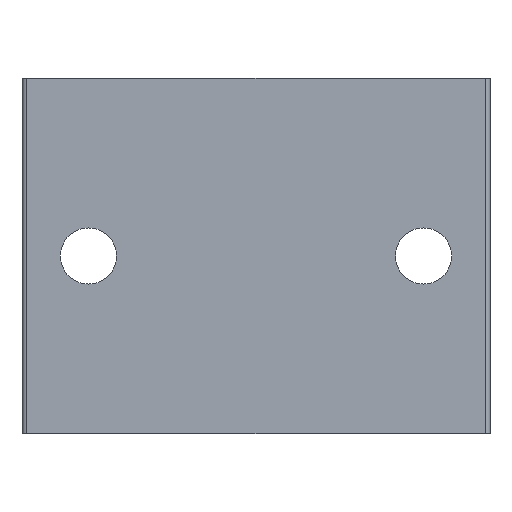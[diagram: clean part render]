
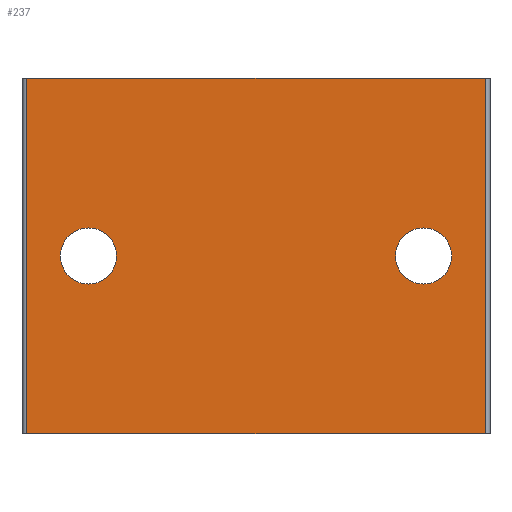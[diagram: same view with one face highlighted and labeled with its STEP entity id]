
A CAD part, front view. The second image highlights one B-rep face of the part: STEP entity #237.
In plain terms, the highlighted planar face has unit normal (0, -1, 0).
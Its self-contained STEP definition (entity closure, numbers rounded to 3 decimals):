
#36 = DIRECTION ( 'NONE',  ( 0., -1., 0. ) ) ;
#44 = EDGE_CURVE ( 'NONE', #214, #329, #629, .T. ) ;
#64 = VECTOR ( 'NONE', #177, 1000. ) ;
#69 = VERTEX_POINT ( 'NONE', #449 ) ;
#70 = ORIENTED_EDGE ( 'NONE', *, *, #44, .T. ) ;
#77 = AXIS2_PLACEMENT_3D ( 'NONE', #530, #608, #594 ) ;
#105 = CARTESIAN_POINT ( 'NONE',  ( 25., 0., 19. ) ) ;
#113 = CIRCLE ( 'NONE', #77, 3. ) ;
#160 = VERTEX_POINT ( 'NONE', #267 ) ;
#177 = DIRECTION ( 'NONE',  ( 1., 0., 0. ) ) ;
#202 = ORIENTED_EDGE ( 'NONE', *, *, #354, .F. ) ;
#214 = VERTEX_POINT ( 'NONE', #573 ) ;
#230 = CIRCLE ( 'NONE', #683, 3. ) ;
#237 = ADVANCED_FACE ( 'NONE', ( #638, #703, #272 ), #338, .F. ) ;
#239 = CARTESIAN_POINT ( 'NONE',  ( -20.9, 0., 0. ) ) ;
#241 = DIRECTION ( 'NONE',  ( 0., -1., 0. ) ) ;
#261 = CARTESIAN_POINT ( 'NONE',  ( -24.5, 0., -19. ) ) ;
#262 = DIRECTION ( 'NONE',  ( 0., 0., 1. ) ) ;
#264 = ORIENTED_EDGE ( 'NONE', *, *, #776, .F. ) ;
#267 = CARTESIAN_POINT ( 'NONE',  ( 20.9, 0., 0. ) ) ;
#272 = FACE_OUTER_BOUND ( 'NONE', #480, .T. ) ;
#275 = DIRECTION ( 'NONE',  ( 0., 1., 0. ) ) ;
#284 = LINE ( 'NONE', #778, #665 ) ;
#285 = CIRCLE ( 'NONE', #766, 3. ) ;
#289 = DIRECTION ( 'NONE',  ( 1., 0., 0. ) ) ;
#301 = CARTESIAN_POINT ( 'NONE',  ( 25., 0., -19. ) ) ;
#304 = EDGE_CURVE ( 'NONE', #771, #651, #565, .T. ) ;
#307 = ORIENTED_EDGE ( 'NONE', *, *, #646, .T. ) ;
#329 = VERTEX_POINT ( 'NONE', #726 ) ;
#338 = PLANE ( 'NONE',  #403 ) ;
#354 = EDGE_CURVE ( 'NONE', #701, #160, #113, .T. ) ;
#400 = ORIENTED_EDGE ( 'NONE', *, *, #304, .F. ) ;
#401 = VECTOR ( 'NONE', #714, 1000. ) ;
#403 = AXIS2_PLACEMENT_3D ( 'NONE', #105, #275, #518 ) ;
#404 = EDGE_LOOP ( 'NONE', ( #460, #202 ) ) ;
#425 = DIRECTION ( 'NONE',  ( 0., -1., 0. ) ) ;
#438 = CARTESIAN_POINT ( 'NONE',  ( 14.9, 0., 0. ) ) ;
#449 = CARTESIAN_POINT ( 'NONE',  ( -24.5, 0., 19. ) ) ;
#458 = ORIENTED_EDGE ( 'NONE', *, *, #545, .T. ) ;
#460 = ORIENTED_EDGE ( 'NONE', *, *, #561, .F. ) ;
#479 = LINE ( 'NONE', #730, #401 ) ;
#480 = EDGE_LOOP ( 'NONE', ( #544, #458, #307, #70 ) ) ;
#500 = CARTESIAN_POINT ( 'NONE',  ( -17.9, 0., 0. ) ) ;
#517 = EDGE_LOOP ( 'NONE', ( #400, #264 ) ) ;
#518 = DIRECTION ( 'NONE',  ( -1., 0., 0. ) ) ;
#530 = CARTESIAN_POINT ( 'NONE',  ( 17.9, 0., 0. ) ) ;
#544 = ORIENTED_EDGE ( 'NONE', *, *, #617, .F. ) ;
#545 = EDGE_CURVE ( 'NONE', #69, #684, #284, .T. ) ;
#561 = EDGE_CURVE ( 'NONE', #160, #701, #230, .T. ) ;
#565 = CIRCLE ( 'NONE', #616, 3. ) ;
#573 = CARTESIAN_POINT ( 'NONE',  ( 24.5, 0., -19. ) ) ;
#594 = DIRECTION ( 'NONE',  ( 1., 0., 0. ) ) ;
#600 = CARTESIAN_POINT ( 'NONE',  ( 17.9, 0., 0. ) ) ;
#608 = DIRECTION ( 'NONE',  ( 0., -1., 0. ) ) ;
#609 = CARTESIAN_POINT ( 'NONE',  ( -14.9, 0., 0. ) ) ;
#616 = AXIS2_PLACEMENT_3D ( 'NONE', #718, #425, #723 ) ;
#617 = EDGE_CURVE ( 'NONE', #69, #329, #479, .T. ) ;
#629 = LINE ( 'NONE', #691, #733 ) ;
#638 = FACE_BOUND ( 'NONE', #404, .T. ) ;
#646 = EDGE_CURVE ( 'NONE', #684, #214, #668, .T. ) ;
#651 = VERTEX_POINT ( 'NONE', #239 ) ;
#665 = VECTOR ( 'NONE', #765, 1000. ) ;
#668 = LINE ( 'NONE', #301, #64 ) ;
#683 = AXIS2_PLACEMENT_3D ( 'NONE', #600, #241, #289 ) ;
#684 = VERTEX_POINT ( 'NONE', #261 ) ;
#691 = CARTESIAN_POINT ( 'NONE',  ( 24.5, 0., 19. ) ) ;
#701 = VERTEX_POINT ( 'NONE', #438 ) ;
#703 = FACE_BOUND ( 'NONE', #517, .T. ) ;
#709 = DIRECTION ( 'NONE',  ( -1., 0., 0. ) ) ;
#714 = DIRECTION ( 'NONE',  ( 1., 0., 0. ) ) ;
#718 = CARTESIAN_POINT ( 'NONE',  ( -17.9, 0., 0. ) ) ;
#723 = DIRECTION ( 'NONE',  ( -1., 0., 0. ) ) ;
#726 = CARTESIAN_POINT ( 'NONE',  ( 24.5, 0., 19. ) ) ;
#730 = CARTESIAN_POINT ( 'NONE',  ( 25., 0., 19. ) ) ;
#733 = VECTOR ( 'NONE', #262, 1000. ) ;
#765 = DIRECTION ( 'NONE',  ( 0., 0., -1. ) ) ;
#766 = AXIS2_PLACEMENT_3D ( 'NONE', #500, #36, #709 ) ;
#771 = VERTEX_POINT ( 'NONE', #609 ) ;
#776 = EDGE_CURVE ( 'NONE', #651, #771, #285, .T. ) ;
#778 = CARTESIAN_POINT ( 'NONE',  ( -24.5, 0., 19. ) ) ;
